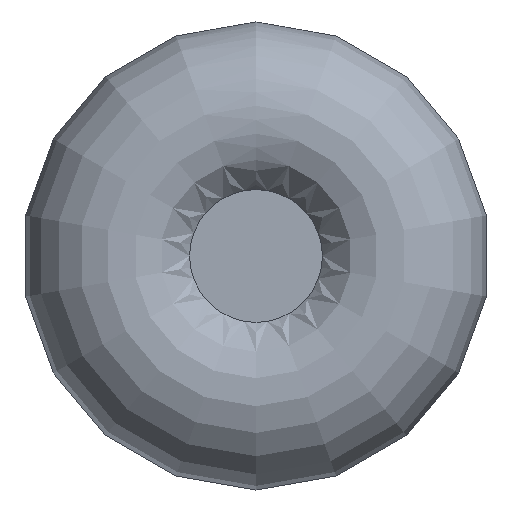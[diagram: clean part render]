
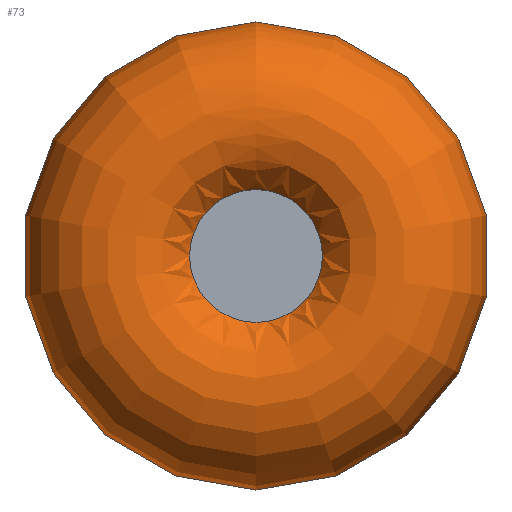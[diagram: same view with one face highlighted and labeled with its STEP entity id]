
A CAD part, left-side view. The second image highlights one B-rep face of the part: STEP entity #73.
In plain terms, the highlighted face is a revolution surface.
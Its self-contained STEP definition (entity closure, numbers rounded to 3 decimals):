
#58=SURFACE_OF_REVOLUTION('',#60,#59);
#59=AXIS1_PLACEMENT('',#441,#307);
#60=B_SPLINE_CURVE_WITH_KNOTS('',3,(#369,#370,#371,#372,#373,#374,#375,
#376,#377,#378,#379,#380,#381,#382,#383,#384,#385,#386,#387,#388,#389,#390,
#391,#392,#393,#394,#395,#396,#397,#398,#399,#400,#401,#402,#403,#404,#405,
#406,#407,#408,#409,#410,#411,#412,#413,#414,#415,#416,#417,#418,#419,#420,
#421,#422,#423,#424,#425,#426,#427,#428,#429,#430,#431,#432,#433,#434,#435,
#436,#437,#438,#439,#440),.UNSPECIFIED.,.T.,.F.,(2,2,2,2,2,2,2,2,2,2,2,
2,2,2,2,2,2,2,2,2,2,2,2,2,2,2,2,2,2,2,2,2,2,2,2,2,2,2),(-0.031,0.,0.031,
0.063,0.094,0.125,0.141,
0.156,0.188,0.219,0.25,0.281,0.313,0.344,0.375,0.406,0.438,
0.469,0.5,0.531,0.563,0.594,0.625,0.656,0.688,0.719,0.75,0.781,
0.813,0.828,0.844,0.875,0.891,0.906,0.938,0.969,1.,1.031),
 .UNSPECIFIED.);
#73=ADVANCED_FACE('',(#104,#105),#58,.T.);
#104=FACE_BOUND('',#136,.T.);
#105=FACE_BOUND('',#137,.T.);
#136=EDGE_LOOP('',(#170));
#137=EDGE_LOOP('',(#171));
#170=ORIENTED_EDGE('',*,*,#216,.F.);
#171=ORIENTED_EDGE('',*,*,#215,.T.);
#198=VERTEX_POINT('',#365);
#199=VERTEX_POINT('',#368);
#215=EDGE_CURVE('',#198,#198,#232,.T.);
#216=EDGE_CURVE('',#199,#199,#233,.T.);
#232=CIRCLE('',#255,11.032);
#233=CIRCLE('',#257,3.219);
#255=AXIS2_PLACEMENT_3D('',#364,#301,#302);
#257=AXIS2_PLACEMENT_3D('',#367,#305,#306);
#301=DIRECTION('',(-1.,0.,0.));
#302=DIRECTION('',(0.,0.,1.));
#305=DIRECTION('',(-1.,0.,0.));
#306=DIRECTION('',(0.,0.,1.));
#307=DIRECTION('',(-1.,0.,0.));
#364=CARTESIAN_POINT('',(7.729,0.,0.));
#365=CARTESIAN_POINT('',(7.729,0.,11.032));
#367=CARTESIAN_POINT('',(3.,0.,0.));
#368=CARTESIAN_POINT('',(3.,0.,3.219));
#369=CARTESIAN_POINT('',(5.693,2.478,0.));
#370=CARTESIAN_POINT('',(6.307,2.478,0.));
#371=CARTESIAN_POINT('',(6.613,2.495,0.));
#372=CARTESIAN_POINT('',(7.219,2.568,0.));
#373=CARTESIAN_POINT('',(7.52,2.625,0.));
#374=CARTESIAN_POINT('',(8.115,2.79,0.));
#375=CARTESIAN_POINT('',(8.401,2.897,0.));
#376=CARTESIAN_POINT('',(8.948,3.173,0.));
#377=CARTESIAN_POINT('',(9.209,3.344,0.));
#378=CARTESIAN_POINT('',(9.558,3.638,0.));
#379=CARTESIAN_POINT('',(9.669,3.743,0.));
#380=CARTESIAN_POINT('',(9.877,3.966,0.));
#381=CARTESIAN_POINT('',(9.976,4.086,0.));
#382=CARTESIAN_POINT('',(10.247,4.458,0.));
#383=CARTESIAN_POINT('',(10.396,4.724,0.));
#384=CARTESIAN_POINT('',(10.631,5.287,0.));
#385=CARTESIAN_POINT('',(10.718,5.586,0.));
#386=CARTESIAN_POINT('',(10.824,6.185,0.));
#387=CARTESIAN_POINT('',(10.844,6.489,0.));
#388=CARTESIAN_POINT('',(10.822,7.103,0.));
#389=CARTESIAN_POINT('',(10.779,7.408,0.));
#390=CARTESIAN_POINT('',(10.636,7.998,0.));
#391=CARTESIAN_POINT('',(10.534,8.289,0.));
#392=CARTESIAN_POINT('',(10.274,8.845,0.));
#393=CARTESIAN_POINT('',(10.119,9.107,0.));
#394=CARTESIAN_POINT('',(9.761,9.599,0.));
#395=CARTESIAN_POINT('',(9.555,9.831,0.));
#396=CARTESIAN_POINT('',(9.108,10.248,0.));
#397=CARTESIAN_POINT('',(8.867,10.433,0.));
#398=CARTESIAN_POINT('',(8.35,10.758,0.));
#399=CARTESIAN_POINT('',(8.073,10.898,0.));
#400=CARTESIAN_POINT('',(7.506,11.121,0.));
#401=CARTESIAN_POINT('',(7.213,11.205,0.));
#402=CARTESIAN_POINT('',(6.612,11.319,0.));
#403=CARTESIAN_POINT('',(6.304,11.347,0.));
#404=CARTESIAN_POINT('',(5.695,11.347,0.));
#405=CARTESIAN_POINT('',(5.392,11.319,0.));
#406=CARTESIAN_POINT('',(4.787,11.205,0.));
#407=CARTESIAN_POINT('',(4.493,11.12,0.));
#408=CARTESIAN_POINT('',(3.926,10.898,0.));
#409=CARTESIAN_POINT('',(3.651,10.759,0.));
#410=CARTESIAN_POINT('',(3.132,10.432,0.));
#411=CARTESIAN_POINT('',(2.89,10.246,0.));
#412=CARTESIAN_POINT('',(2.445,9.831,0.));
#413=CARTESIAN_POINT('',(2.239,9.598,0.));
#414=CARTESIAN_POINT('',(1.879,9.104,0.));
#415=CARTESIAN_POINT('',(1.724,8.842,0.));
#416=CARTESIAN_POINT('',(1.466,8.287,0.));
#417=CARTESIAN_POINT('',(1.363,7.995,0.));
#418=CARTESIAN_POINT('',(1.22,7.402,0.));
#419=CARTESIAN_POINT('',(1.177,7.097,0.));
#420=CARTESIAN_POINT('',(1.156,6.483,0.));
#421=CARTESIAN_POINT('',(1.177,6.179,0.));
#422=CARTESIAN_POINT('',(1.284,5.576,0.));
#423=CARTESIAN_POINT('',(1.372,5.278,0.));
#424=CARTESIAN_POINT('',(1.549,4.856,0.));
#425=CARTESIAN_POINT('',(1.617,4.719,0.));
#426=CARTESIAN_POINT('',(1.767,4.452,0.));
#427=CARTESIAN_POINT('',(1.852,4.322,0.));
#428=CARTESIAN_POINT('',(2.123,3.952,0.));
#429=CARTESIAN_POINT('',(2.331,3.73,0.));
#430=CARTESIAN_POINT('',(2.684,3.435,0.));
#431=CARTESIAN_POINT('',(2.808,3.343,0.));
#432=CARTESIAN_POINT('',(3.065,3.175,0.));
#433=CARTESIAN_POINT('',(3.197,3.1,0.));
#434=CARTESIAN_POINT('',(3.606,2.895,0.));
#435=CARTESIAN_POINT('',(3.896,2.786,0.));
#436=CARTESIAN_POINT('',(4.486,2.623,0.));
#437=CARTESIAN_POINT('',(4.785,2.568,0.));
#438=CARTESIAN_POINT('',(5.388,2.495,0.));
#439=CARTESIAN_POINT('',(5.693,2.478,0.));
#440=CARTESIAN_POINT('',(6.307,2.478,0.));
#441=CARTESIAN_POINT('',(0.,0.,0.));
